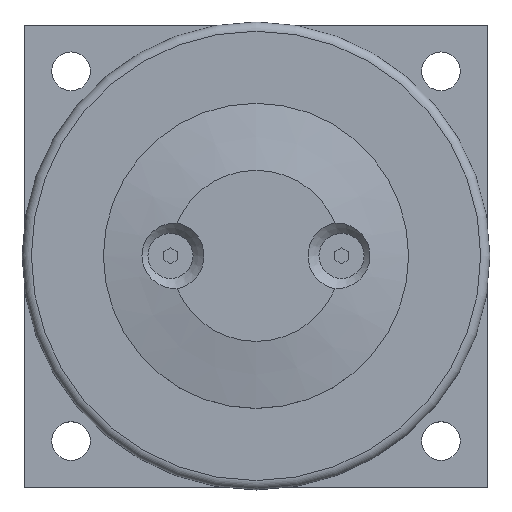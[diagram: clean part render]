
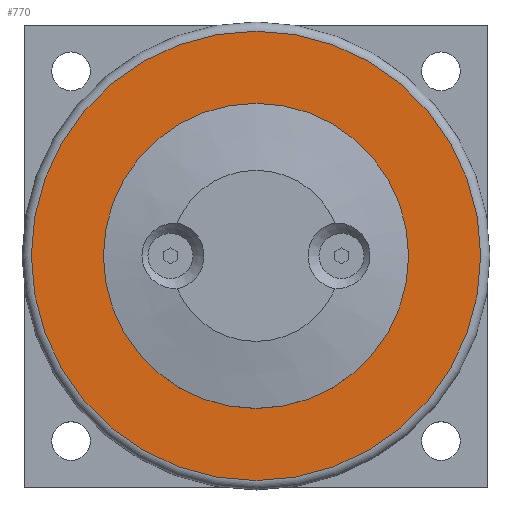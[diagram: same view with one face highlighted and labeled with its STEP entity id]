
A CAD part, top view. The second image highlights one B-rep face of the part: STEP entity #770.
In plain terms, the highlighted planar face has unit normal (0, 0, 1).
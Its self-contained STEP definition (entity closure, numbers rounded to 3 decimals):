
#41=FACE_BOUND('',#149,.T.);
#59=PLANE('',#864);
#95=FACE_OUTER_BOUND('',#148,.T.);
#148=EDGE_LOOP('',(#658,#659));
#149=EDGE_LOOP('',(#660));
#307=CIRCLE('',#839,48.6);
#308=CIRCLE('',#840,48.6);
#320=CIRCLE('',#865,33.);
#361=VERTEX_POINT('',#1209);
#362=VERTEX_POINT('',#1211);
#384=VERTEX_POINT('',#1279);
#448=EDGE_CURVE('',#361,#362,#307,.T.);
#449=EDGE_CURVE('',#362,#361,#308,.T.);
#481=EDGE_CURVE('',#384,#384,#320,.T.);
#658=ORIENTED_EDGE('',*,*,#449,.F.);
#659=ORIENTED_EDGE('',*,*,#448,.F.);
#660=ORIENTED_EDGE('',*,*,#481,.T.);
#770=ADVANCED_FACE('',(#95,#41),#59,.T.);
#839=AXIS2_PLACEMENT_3D('',#1212,#980,#981);
#840=AXIS2_PLACEMENT_3D('',#1213,#982,#983);
#864=AXIS2_PLACEMENT_3D('',#1278,#1050,#1051);
#865=AXIS2_PLACEMENT_3D('',#1280,#1052,#1053);
#980=DIRECTION('center_axis',(0.,0.,
-1.));
#981=DIRECTION('ref_axis',(0.,1.,0.));
#982=DIRECTION('center_axis',(0.,0.,
-1.));
#983=DIRECTION('ref_axis',(0.,1.,0.));
#1050=DIRECTION('center_axis',(0.,0.,
1.));
#1051=DIRECTION('ref_axis',(-1.,0.,0.));
#1052=DIRECTION('center_axis',(0.,0.,
-1.));
#1053=DIRECTION('ref_axis',(0.,1.,0.));
#1209=CARTESIAN_POINT('',(-48.6,0.,44.7));
#1211=CARTESIAN_POINT('',(0.,-48.6,44.7));
#1212=CARTESIAN_POINT('Origin',(0.,0.,
44.7));
#1213=CARTESIAN_POINT('Origin',(0.,0.,
44.7));
#1278=CARTESIAN_POINT('Origin',(0.,-46.55,44.7));
#1279=CARTESIAN_POINT('',(0.,-33.,44.7));
#1280=CARTESIAN_POINT('Origin',(0.,0.,
44.7));
